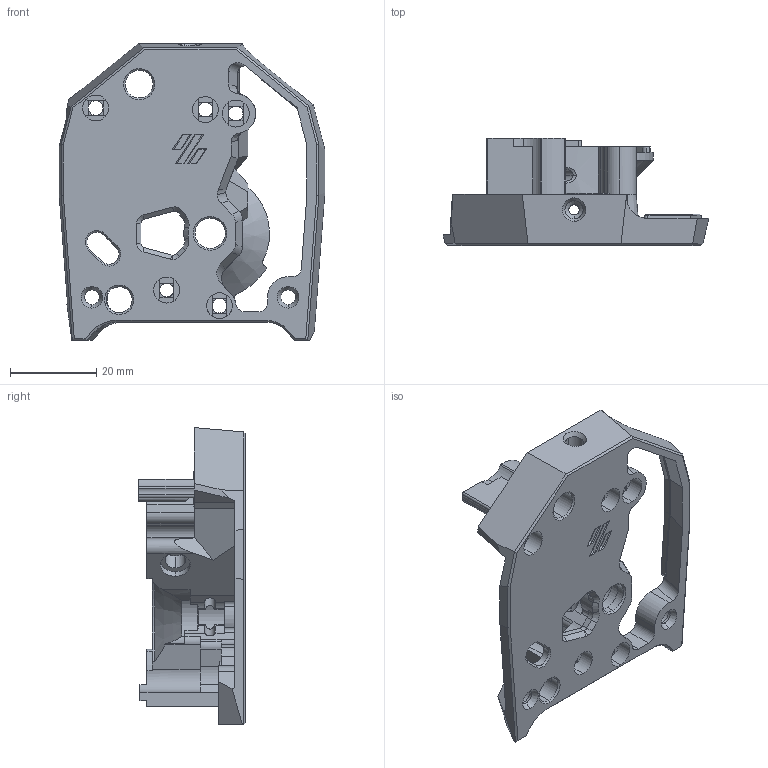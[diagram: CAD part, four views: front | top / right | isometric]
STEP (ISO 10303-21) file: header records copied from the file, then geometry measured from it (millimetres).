
FILE_DESCRIPTION (( 'STEP AP214' ), '1' );
FILE_NAME ('Main_Body1219.STEP', '2023-12-19T09:07:18', ( 'Windows User' ), ( 'P R C' ), 'SwSTEP 2.0', 'SolidWorks 2023', '' );
FILE_SCHEMA (( 'AUTOMOTIVE_DESIGN' ));
Length unit declared in the file: millimetre
Products named in the file (1): Main_Body1219
Bounding box: 61.5 x 24.7 x 68.69 mm (x, y, z)
Volume: 23284.6 mm3; surface area: 13892.8 mm2
Topology: 1 solids, 1 shells, 527 faces, 1431 edges, 909 vertices
Faces by surface type: plane 250, cylinder 194, cone 50, bspline 33
Entity records: 18815 total; most frequent: CARTESIAN_POINT 5759, ORIENTED_EDGE 2862, DIRECTION 2560, EDGE_CURVE 1431, VERTEX_POINT 909, AXIS2_PLACEMENT_3D 863, LINE 834, VECTOR 834
